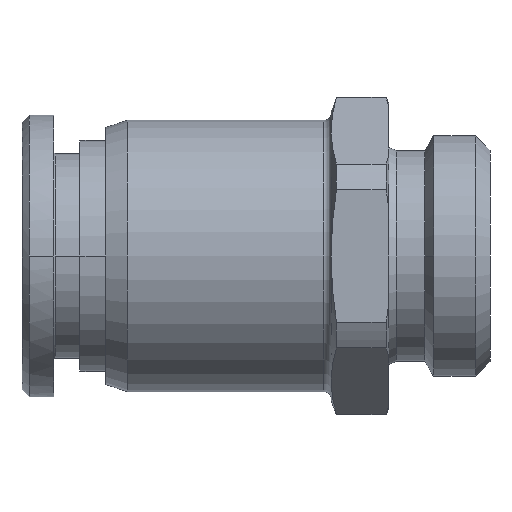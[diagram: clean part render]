
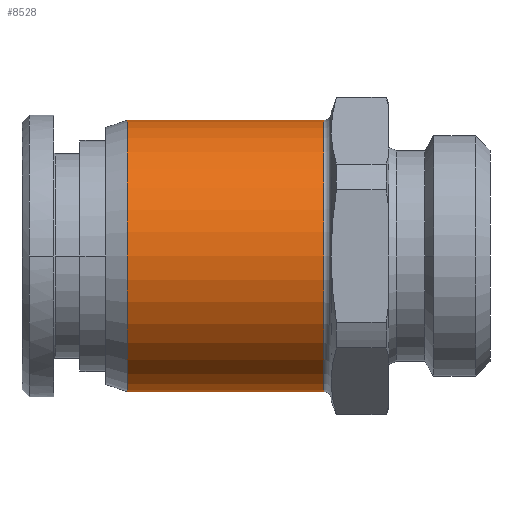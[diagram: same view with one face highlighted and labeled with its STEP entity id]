
A CAD part, front view. The second image highlights one B-rep face of the part: STEP entity #8528.
In plain terms, the highlighted cylindrical face has radius 9.4 mm (diameter 18.8 mm), a partial arc.
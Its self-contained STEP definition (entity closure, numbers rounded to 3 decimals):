
#6 = ORIENTED_EDGE ( 'NONE', *, *, #5662, .F. ) ;
#15 = DIRECTION ( 'NONE',  ( 1., 0., 0. ) ) ;
#462 = DIRECTION ( 'NONE',  ( 0., 0., 1. ) ) ;
#1162 = CIRCLE ( 'NONE', #2438, 9.4 ) ;
#1869 = AXIS2_PLACEMENT_3D ( 'NONE', #8551, #9666, #462 ) ;
#1969 = CYLINDRICAL_SURFACE ( 'NONE', #14162, 9.4 ) ;
#2087 = DIRECTION ( 'NONE',  ( 1., 0., 0. ) ) ;
#2415 = VERTEX_POINT ( 'NONE', #10737 ) ;
#2431 = CARTESIAN_POINT ( 'NONE',  ( -7.55, 0., 9.4 ) ) ;
#2438 = AXIS2_PLACEMENT_3D ( 'NONE', #5039, #3926, #13150 ) ;
#2719 = VERTEX_POINT ( 'NONE', #11565 ) ;
#3134 = CARTESIAN_POINT ( 'NONE',  ( -14.6, 0., 9.4 ) ) ;
#3445 = VERTEX_POINT ( 'NONE', #3134 ) ;
#3926 = DIRECTION ( 'NONE',  ( -1., 0., 0. ) ) ;
#5039 = CARTESIAN_POINT ( 'NONE',  ( -1., 0., 0. ) ) ;
#5403 = CARTESIAN_POINT ( 'NONE',  ( -7.55, 0., -9.4 ) ) ;
#5407 = EDGE_CURVE ( 'NONE', #2415, #3445, #12068, .T. ) ;
#5415 = EDGE_CURVE ( 'NONE', #14004, #2719, #1162, .T. ) ;
#5662 = EDGE_CURVE ( 'NONE', #3445, #2719, #9331, .T. ) ;
#6228 = VECTOR ( 'NONE', #15, 1000. ) ;
#8167 = FACE_OUTER_BOUND ( 'NONE', #14390, .T. ) ;
#8528 = ADVANCED_FACE ( 'NONE', ( #8167 ), #1969, .T. ) ;
#8551 = CARTESIAN_POINT ( 'NONE',  ( -14.6, 0., 0. ) ) ;
#9061 = ORIENTED_EDGE ( 'NONE', *, *, #5415, .T. ) ;
#9331 = LINE ( 'NONE', #2431, #6228 ) ;
#9666 = DIRECTION ( 'NONE',  ( -1., 0., 0. ) ) ;
#10005 = DIRECTION ( 'NONE',  ( 1., 0., 0. ) ) ;
#10279 = CARTESIAN_POINT ( 'NONE',  ( -1., 0., -9.4 ) ) ;
#10737 = CARTESIAN_POINT ( 'NONE',  ( -14.6, 0., -9.4 ) ) ;
#10899 = ORIENTED_EDGE ( 'NONE', *, *, #11941, .T. ) ;
#11145 = DIRECTION ( 'NONE',  ( 0., 0., -1. ) ) ;
#11383 = ORIENTED_EDGE ( 'NONE', *, *, #5407, .F. ) ;
#11565 = CARTESIAN_POINT ( 'NONE',  ( -1., 0., 9.4 ) ) ;
#11941 = EDGE_CURVE ( 'NONE', #2415, #14004, #13671, .T. ) ;
#12068 = CIRCLE ( 'NONE', #1869, 9.4 ) ;
#13150 = DIRECTION ( 'NONE',  ( 0., 0., -1. ) ) ;
#13451 = CARTESIAN_POINT ( 'NONE',  ( -7.55, 0., 0. ) ) ;
#13671 = LINE ( 'NONE', #5403, #14957 ) ;
#14004 = VERTEX_POINT ( 'NONE', #10279 ) ;
#14162 = AXIS2_PLACEMENT_3D ( 'NONE', #13451, #10005, #11145 ) ;
#14390 = EDGE_LOOP ( 'NONE', ( #6, #11383, #10899, #9061 ) ) ;
#14957 = VECTOR ( 'NONE', #2087, 1000. ) ;
